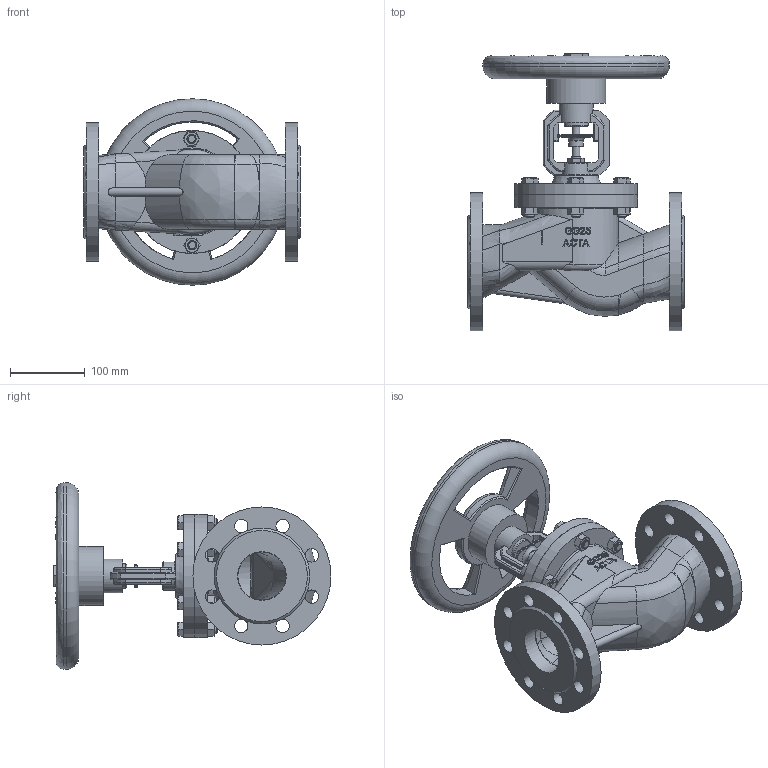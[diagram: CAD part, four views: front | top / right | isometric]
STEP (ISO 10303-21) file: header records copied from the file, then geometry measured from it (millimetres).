
FILE_DESCRIPTION(/* description */ (''),/* implementation_level */ '2;1');
FILE_NAME(/* name */ 'Р25 DN65.stp',/* time_stamp */ '2023-08-07T12:40:36+03:00',/* author */ ('kostr'),/* organization */ (''),/* preprocessor_version */ 'ST-DEVELOPER v18.1',/* originating_system */ 'AutoCAD Mechanical',/* authorisation */ '');
FILE_SCHEMA (('AUTOMOTIVE_DESIGN { 1 0 10303 214 3 1 1 }'));
Length unit declared in the file: millimetre
Products named in the file (1): Product
Bounding box: 290 x 372.5 x 249.95 mm (x, y, z)
Volume: 3793805.6 mm3; surface area: 581002.5 mm2
Topology: 36 solids, 36 shells, 1381 faces, 3854 edges, 2547 vertices
Faces by surface type: plane 1024, cylinder 147, bspline 98, torus 63, cone 48, sphere 1
Full cylindrical faces by diameter (mm): 2.016 x3, 8.5 x6, 10.08 x2, 12 x12, 12.095 x4, 14 x12, 18 x16, 19.151 x1, 20.829 x1, 22.175 x1, 32.598 x1, 45.358 x1, 64.653 x1, 65 x3, 70.3 x1, 72 x1, 75 x1, 79.152 x1, 80 x1, 90 x1, 110 x1, 114 x1, 165 x2, 185 x2, 249.954 x1
Entity records: 53612 total; most frequent: CARTESIAN_POINT 18553, ORIENTED_EDGE 7710, DIRECTION 6614, EDGE_CURVE 3855, LINE 2796, VECTOR 2796, VERTEX_POINT 2548, AXIS2_PLACEMENT_3D 1909
